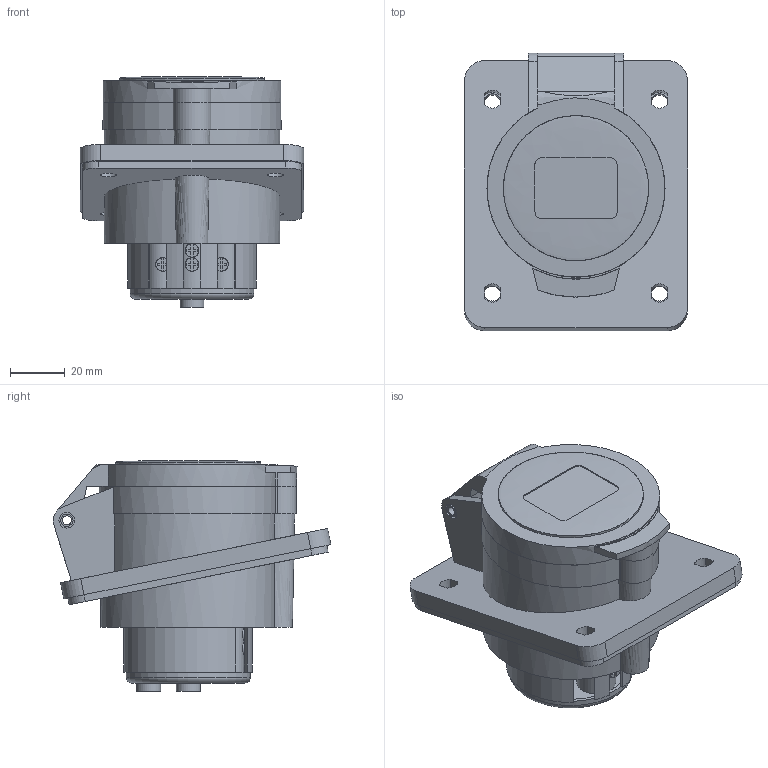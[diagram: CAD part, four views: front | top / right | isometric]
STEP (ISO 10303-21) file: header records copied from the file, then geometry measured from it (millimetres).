
FILE_DESCRIPTION (( 'STEP AP203' ), '1' );
FILE_NAME ('ps-423-32-220.ÃÌ Ðîçåòêà ñòàöèîíàðíàÿ âíóòðåííÿÿ 423 2Ð+ÐÅ 32À 220Â IP44 EKF.STEP', '2025-10-02T10:01:52', ( '' ), ( '' ), 'SwSTEP 2.0', 'SolidWorks 2021', '' );
FILE_SCHEMA (( 'CONFIG_CONTROL_DESIGN' ));
Length unit declared in the file: millimetre
Products named in the file (1): ps-423-32-220.ÃÌ Ðîçåòêà ñòàöèîíàðíàÿ âíóòðåííÿÿ 423 2Ð+ÐÅ 32À 220Â IP44 EKF
Bounding box: 81.5 x 101.38 x 84.19 mm (x, y, z)
Volume: 218181.3 mm3; surface area: 64099.8 mm2
Topology: 3 solids, 3 shells, 255 faces, 648 edges, 424 vertices
Faces by surface type: plane 178, cylinder 60, bspline 12, torus 5
Full cylindrical faces by diameter (mm): 3 x2, 3.25 x3, 4.5 x2, 5 x4, 5.25 x3, 5.75 x2, 6 x4, 6.75 x2, 7 x2, 8.75 x2, 12 x2, 14.15 x1, 42.75 x1, 43.5 x1, 45.25 x1, 53 x1
Entity records: 8592 total; most frequent: CARTESIAN_POINT 2507, DIRECTION 1223, ORIENTED_EDGE 1198, EDGE_CURVE 599, AXIS2_PLACEMENT_3D 420, VERTEX_POINT 410, VECTOR 383, LINE 383
